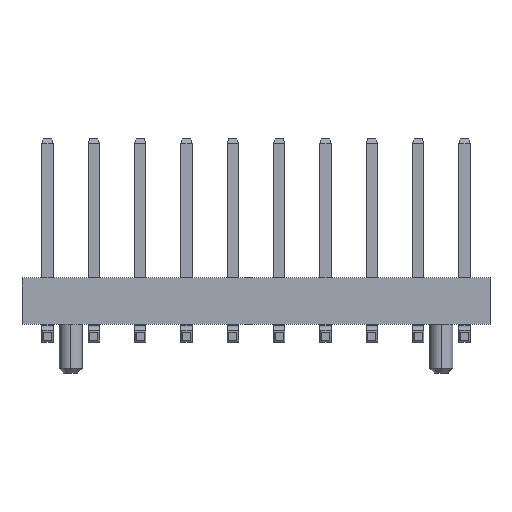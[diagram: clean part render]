
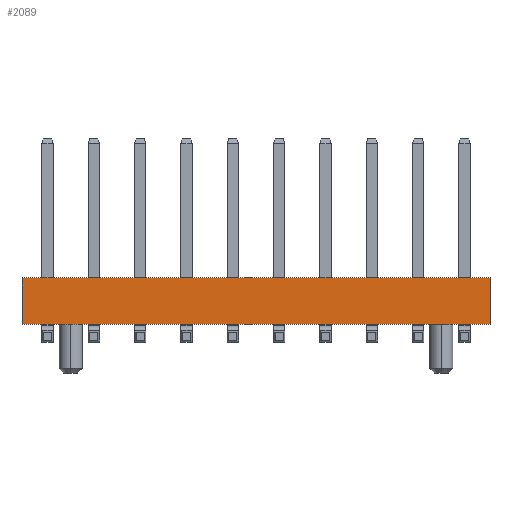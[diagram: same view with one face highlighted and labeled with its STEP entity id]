
A CAD part, top view. The second image highlights one B-rep face of the part: STEP entity #2089.
In plain terms, the highlighted planar face has unit normal (0, 0, 1).
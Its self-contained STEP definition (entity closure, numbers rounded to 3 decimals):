
#316 = DIRECTION ( 'NONE',  ( 1., 0., 0. ) ) ;
#332 = CARTESIAN_POINT ( 'NONE',  ( -10.1, 0.77, 2. ) ) ;
#398 = VERTEX_POINT ( 'NONE', #3801 ) ;
#619 = LINE ( 'NONE', #332, #1541 ) ;
#666 = DIRECTION ( 'NONE',  ( 0., 0., 1. ) ) ;
#871 = EDGE_CURVE ( 'NONE', #398, #1991, #1685, .T. ) ;
#920 = EDGE_CURVE ( 'NONE', #1335, #398, #1842, .T. ) ;
#1041 = ORIENTED_EDGE ( 'NONE', *, *, #871, .F. ) ;
#1213 = EDGE_CURVE ( 'NONE', #1441, #1991, #1460, .T. ) ;
#1235 = ORIENTED_EDGE ( 'NONE', *, *, #1213, .T. ) ;
#1335 = VERTEX_POINT ( 'NONE', #3820 ) ;
#1343 = EDGE_LOOP ( 'NONE', ( #1041, #3467, #4021, #1235 ) ) ;
#1441 = VERTEX_POINT ( 'NONE', #1946 ) ;
#1460 = LINE ( 'NONE', #2818, #1534 ) ;
#1534 = VECTOR ( 'NONE', #3794, 1000. ) ;
#1541 = VECTOR ( 'NONE', #1960, 1000. ) ;
#1685 = LINE ( 'NONE', #3024, #4279 ) ;
#1776 = AXIS2_PLACEMENT_3D ( 'NONE', #3320, #666, #316 ) ;
#1842 = LINE ( 'NONE', #2535, #3299 ) ;
#1882 = DIRECTION ( 'NONE',  ( 0., 1., 0. ) ) ;
#1946 = CARTESIAN_POINT ( 'NONE',  ( 10.1, 0.77, 2. ) ) ;
#1960 = DIRECTION ( 'NONE',  ( 1., 0., 0. ) ) ;
#1991 = VERTEX_POINT ( 'NONE', #2567 ) ;
#2089 = ADVANCED_FACE ( 'NONE', ( #2612 ), #2652, .T. ) ;
#2284 = DIRECTION ( 'NONE',  ( 1., 0., 0. ) ) ;
#2535 = CARTESIAN_POINT ( 'NONE',  ( -10.1, 0.77, 2. ) ) ;
#2567 = CARTESIAN_POINT ( 'NONE',  ( 10.1, 2.77, 2. ) ) ;
#2612 = FACE_OUTER_BOUND ( 'NONE', #1343, .T. ) ;
#2652 = PLANE ( 'NONE',  #1776 ) ;
#2818 = CARTESIAN_POINT ( 'NONE',  ( 10.1, 0.77, 2. ) ) ;
#3024 = CARTESIAN_POINT ( 'NONE',  ( -10.1, 2.77, 2. ) ) ;
#3299 = VECTOR ( 'NONE', #1882, 1000. ) ;
#3320 = CARTESIAN_POINT ( 'NONE',  ( -10.1, 0.77, 2. ) ) ;
#3467 = ORIENTED_EDGE ( 'NONE', *, *, #920, .F. ) ;
#3775 = EDGE_CURVE ( 'NONE', #1335, #1441, #619, .T. ) ;
#3794 = DIRECTION ( 'NONE',  ( 0., 1., 0. ) ) ;
#3801 = CARTESIAN_POINT ( 'NONE',  ( -10.1, 2.77, 2. ) ) ;
#3820 = CARTESIAN_POINT ( 'NONE',  ( -10.1, 0.77, 2. ) ) ;
#4021 = ORIENTED_EDGE ( 'NONE', *, *, #3775, .T. ) ;
#4279 = VECTOR ( 'NONE', #2284, 1000. ) ;
